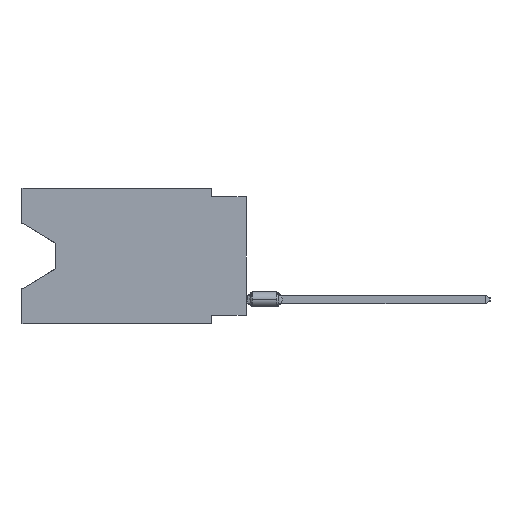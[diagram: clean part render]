
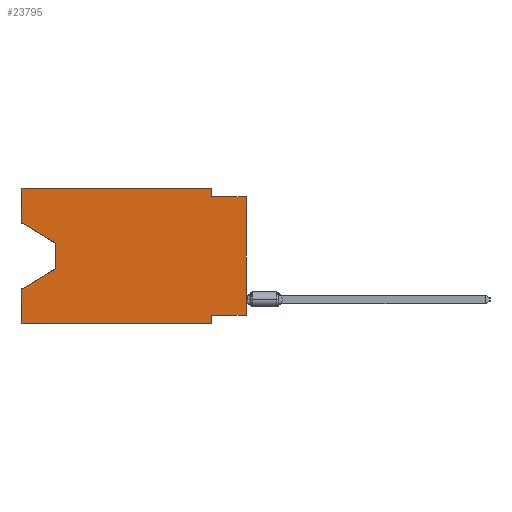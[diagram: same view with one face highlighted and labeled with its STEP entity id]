
A CAD part, left-side view. The second image highlights one B-rep face of the part: STEP entity #23795.
In plain terms, the highlighted planar face has unit normal (-1, 0, 0).
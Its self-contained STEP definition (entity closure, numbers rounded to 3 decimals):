
#480 = VECTOR ( 'NONE', #18883, 1000. ) ;
#665 = CARTESIAN_POINT ( 'NONE',  ( 0., 16.383, 0. ) ) ;
#742 = LINE ( 'NONE', #37734, #14700 ) ;
#1004 = VECTOR ( 'NONE', #14164, 1000. ) ;
#2156 = CARTESIAN_POINT ( 'NONE',  ( 0., 2.54, 0. ) ) ;
#2308 = VERTEX_POINT ( 'NONE', #22127 ) ;
#3018 = CARTESIAN_POINT ( 'NONE',  ( 0., 0., -9.271 ) ) ;
#3276 = CARTESIAN_POINT ( 'NONE',  ( 0., 2.54, -9.906 ) ) ;
#3620 = LINE ( 'NONE', #4020, #480 ) ;
#3659 = EDGE_CURVE ( 'NONE', #2308, #11998, #17395, .T. ) ;
#4020 = CARTESIAN_POINT ( 'NONE',  ( 0., 0., -0.635 ) ) ;
#4219 = ORIENTED_EDGE ( 'NONE', *, *, #10120, .T. ) ;
#4221 = DIRECTION ( 'NONE',  ( 0., 0., -1. ) ) ;
#4829 = CARTESIAN_POINT ( 'NONE',  ( 0., 2.54, -9.906 ) ) ;
#4871 = EDGE_CURVE ( 'NONE', #17924, #12955, #35556, .T. ) ;
#5409 = VERTEX_POINT ( 'NONE', #23972 ) ;
#5976 = LINE ( 'NONE', #665, #31544 ) ;
#6465 = CARTESIAN_POINT ( 'NONE',  ( 0., 2.54, -9.271 ) ) ;
#6744 = LINE ( 'NONE', #7138, #31422 ) ;
#6896 = EDGE_CURVE ( 'NONE', #34861, #15149, #16426, .T. ) ;
#7138 = CARTESIAN_POINT ( 'NONE',  ( 0., 0., 0. ) ) ;
#7297 = LINE ( 'NONE', #19688, #10955 ) ;
#8139 = DIRECTION ( 'NONE',  ( 0., 0., 1. ) ) ;
#8482 = VECTOR ( 'NONE', #8938, 1000. ) ;
#8938 = DIRECTION ( 'NONE',  ( 0., 0.855, -0.519 ) ) ;
#9205 = VERTEX_POINT ( 'NONE', #33495 ) ;
#9344 = EDGE_CURVE ( 'NONE', #5409, #2308, #19217, .T. ) ;
#9349 = LINE ( 'NONE', #20927, #8482 ) ;
#10120 = EDGE_CURVE ( 'NONE', #38314, #9205, #6744, .T. ) ;
#10955 = VECTOR ( 'NONE', #35303, 1000. ) ;
#11899 = VECTOR ( 'NONE', #31597, 1000. ) ;
#11998 = VERTEX_POINT ( 'NONE', #30702 ) ;
#12349 = DIRECTION ( 'NONE',  ( 0., -1., 0. ) ) ;
#12574 = VECTOR ( 'NONE', #23665, 1000. ) ;
#12955 = VERTEX_POINT ( 'NONE', #39510 ) ;
#13639 = ORIENTED_EDGE ( 'NONE', *, *, #31205, .T. ) ;
#14164 = DIRECTION ( 'NONE',  ( 0., 0., -1. ) ) ;
#14643 = ORIENTED_EDGE ( 'NONE', *, *, #38531, .F. ) ;
#14700 = VECTOR ( 'NONE', #12349, 1000. ) ;
#14929 = ORIENTED_EDGE ( 'NONE', *, *, #6896, .T. ) ;
#15149 = VERTEX_POINT ( 'NONE', #32058 ) ;
#15782 = CARTESIAN_POINT ( 'NONE',  ( 0., 16.383, -2.546 ) ) ;
#16426 = LINE ( 'NONE', #22337, #26141 ) ;
#16934 = EDGE_CURVE ( 'NONE', #17924, #36575, #742, .T. ) ;
#17277 = DIRECTION ( 'NONE',  ( 1., 0., 0. ) ) ;
#17395 = LINE ( 'NONE', #2156, #21345 ) ;
#17569 = CARTESIAN_POINT ( 'NONE',  ( 0., 0., -9.271 ) ) ;
#17884 = CARTESIAN_POINT ( 'NONE',  ( 0., 16.383, 0. ) ) ;
#17924 = VERTEX_POINT ( 'NONE', #25648 ) ;
#18883 = DIRECTION ( 'NONE',  ( 0., -1., 0. ) ) ;
#19132 = DIRECTION ( 'NONE',  ( 0., 0., 1. ) ) ;
#19217 = LINE ( 'NONE', #28767, #11899 ) ;
#19688 = CARTESIAN_POINT ( 'NONE',  ( 0., 16.383, -2.546 ) ) ;
#20334 = CARTESIAN_POINT ( 'NONE',  ( 0., 16.383, 0. ) ) ;
#20523 = PLANE ( 'NONE',  #31624 ) ;
#20927 = CARTESIAN_POINT ( 'NONE',  ( 0., 13.97, -5.893 ) ) ;
#21246 = EDGE_LOOP ( 'NONE', ( #13639, #14929, #25046, #26007, #23448, #29821, #14643, #4219, #39764, #25656, #29289, #29951 ) ) ;
#21345 = VECTOR ( 'NONE', #35456, 1000. ) ;
#21472 = EDGE_CURVE ( 'NONE', #26545, #5409, #5976, .T. ) ;
#22127 = CARTESIAN_POINT ( 'NONE',  ( 0., 2.54, 0. ) ) ;
#22337 = CARTESIAN_POINT ( 'NONE',  ( 0., 13.97, -4.013 ) ) ;
#22663 = LINE ( 'NONE', #17569, #12574 ) ;
#22945 = EDGE_CURVE ( 'NONE', #11998, #9205, #3620, .T. ) ;
#23448 = ORIENTED_EDGE ( 'NONE', *, *, #16934, .T. ) ;
#23665 = DIRECTION ( 'NONE',  ( 0., 1., 0. ) ) ;
#23795 = ADVANCED_FACE ( 'NONE', ( #33308 ), #20523, .F. ) ;
#23972 = CARTESIAN_POINT ( 'NONE',  ( 0., 16.383, 0. ) ) ;
#25046 = ORIENTED_EDGE ( 'NONE', *, *, #29159, .T. ) ;
#25648 = CARTESIAN_POINT ( 'NONE',  ( 0., 16.383, -9.906 ) ) ;
#25656 = ORIENTED_EDGE ( 'NONE', *, *, #3659, .F. ) ;
#25966 = CARTESIAN_POINT ( 'NONE',  ( 0., 13.97, -4.013 ) ) ;
#26007 = ORIENTED_EDGE ( 'NONE', *, *, #4871, .F. ) ;
#26141 = VECTOR ( 'NONE', #4221, 1000. ) ;
#26266 = EDGE_CURVE ( 'NONE', #35877, #36575, #29418, .T. ) ;
#26545 = VERTEX_POINT ( 'NONE', #15782 ) ;
#28304 = DIRECTION ( 'NONE',  ( 0., 0., 1. ) ) ;
#28767 = CARTESIAN_POINT ( 'NONE',  ( 0., 16.383, 0. ) ) ;
#29159 = EDGE_CURVE ( 'NONE', #15149, #12955, #9349, .T. ) ;
#29289 = ORIENTED_EDGE ( 'NONE', *, *, #9344, .F. ) ;
#29418 = LINE ( 'NONE', #4829, #1004 ) ;
#29821 = ORIENTED_EDGE ( 'NONE', *, *, #26266, .F. ) ;
#29951 = ORIENTED_EDGE ( 'NONE', *, *, #21472, .F. ) ;
#30702 = CARTESIAN_POINT ( 'NONE',  ( 0., 2.54, -0.635 ) ) ;
#31205 = EDGE_CURVE ( 'NONE', #26545, #34861, #7297, .T. ) ;
#31422 = VECTOR ( 'NONE', #19132, 1000. ) ;
#31544 = VECTOR ( 'NONE', #28304, 1000. ) ;
#31597 = DIRECTION ( 'NONE',  ( 0., -1., 0. ) ) ;
#31624 = AXIS2_PLACEMENT_3D ( 'NONE', #17884, #17277, #39223 ) ;
#32058 = CARTESIAN_POINT ( 'NONE',  ( 0., 13.97, -5.893 ) ) ;
#33308 = FACE_OUTER_BOUND ( 'NONE', #21246, .T. ) ;
#33495 = CARTESIAN_POINT ( 'NONE',  ( 0., 0., -0.635 ) ) ;
#34348 = VECTOR ( 'NONE', #8139, 1000. ) ;
#34861 = VERTEX_POINT ( 'NONE', #25966 ) ;
#35303 = DIRECTION ( 'NONE',  ( 0., -0.855, -0.519 ) ) ;
#35456 = DIRECTION ( 'NONE',  ( 0., 0., -1. ) ) ;
#35556 = LINE ( 'NONE', #20334, #34348 ) ;
#35877 = VERTEX_POINT ( 'NONE', #6465 ) ;
#36575 = VERTEX_POINT ( 'NONE', #3276 ) ;
#37734 = CARTESIAN_POINT ( 'NONE',  ( 0., 16.383, -9.906 ) ) ;
#38314 = VERTEX_POINT ( 'NONE', #3018 ) ;
#38531 = EDGE_CURVE ( 'NONE', #38314, #35877, #22663, .T. ) ;
#39223 = DIRECTION ( 'NONE',  ( 0., 0., -1. ) ) ;
#39510 = CARTESIAN_POINT ( 'NONE',  ( 0., 16.383, -7.36 ) ) ;
#39764 = ORIENTED_EDGE ( 'NONE', *, *, #22945, .F. ) ;
